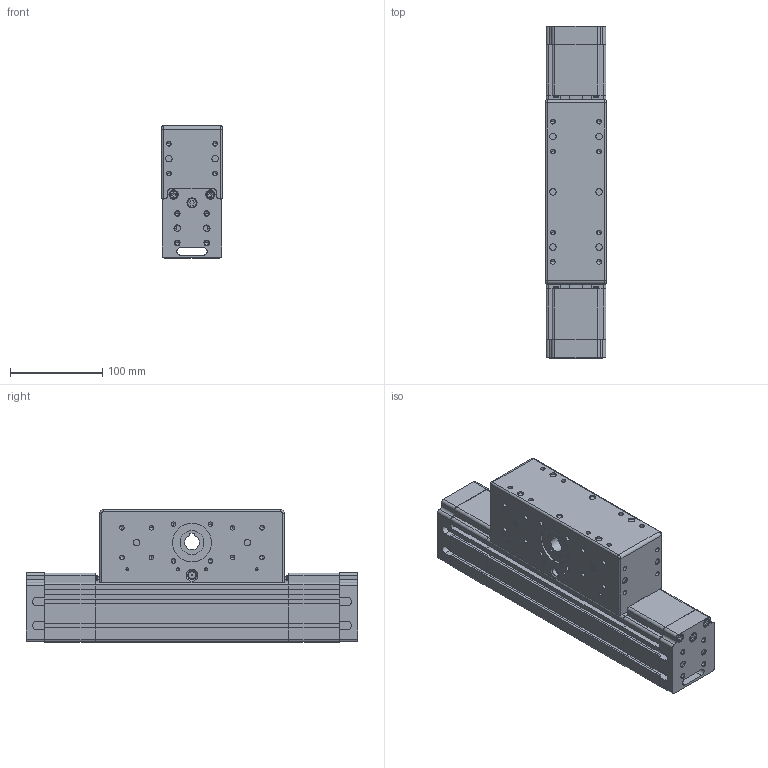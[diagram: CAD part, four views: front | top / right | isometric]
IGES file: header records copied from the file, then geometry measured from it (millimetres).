
Global section: file name: No Iges File Name specified; native system: Autodesk Inventor 2011; preprocessor: AutoDesk Inventor Iges Exporter R2011; author: Matej; date: 20110523.111331; units: millimetre
Bounding box: 66 x 360 x 143.5 mm (x, y, z)
Volume: 2331917.2 mm3; surface area: 312228 mm2
Topology: 8 solids, 24 shells, 1080 faces, 2752 edges, 1668 vertices
Faces by surface type: bspline 386, plane 349, revolution 189, cylinder 116, torus 20, cone 20
